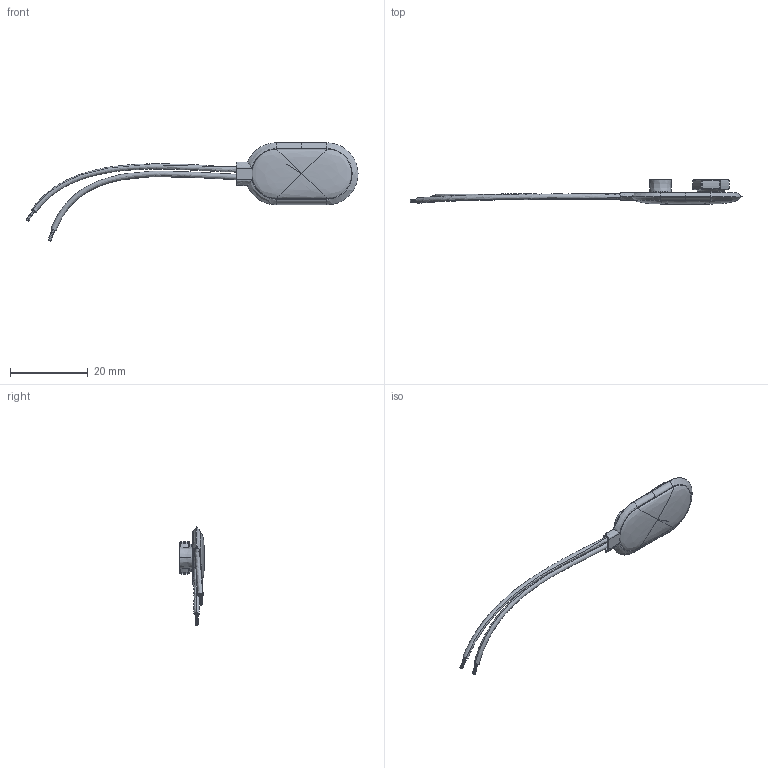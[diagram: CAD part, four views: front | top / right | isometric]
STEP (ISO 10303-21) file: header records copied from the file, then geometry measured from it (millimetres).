
FILE_DESCRIPTION (( 'STEP AP214' ), '1' );
FILE_NAME ('9V Battery Clip Connector.STEP', '2017-10-10T09:29:39', ( 'M.B.I.' ), ( '' ), 'SwSTEP 2.0', ', '' );
FILE_SCHEMA (( 'AUTOMOTIVE_DESIGN' ));
Length unit declared in the file: millimetre
Products named in the file (1): 9V Battery Clip Connector
Bounding box: 85.54 x 6.4 x 25.33 mm (x, y, z)
Volume: 1206.3 mm3; surface area: 2135 mm2
Topology: 3 solids, 3 shells, 352 faces, 870 edges, 563 vertices
Faces by surface type: cylinder 152, plane 124, bspline 56, torus 12, cone 8
Entity records: 13152 total; most frequent: CARTESIAN_POINT 3962, ORIENTED_EDGE 1724, DIRECTION 1512, EDGE_CURVE 862, VERTEX_POINT 563, AXIS2_PLACEMENT_3D 559, EDGE_LOOP 399, VECTOR 394
